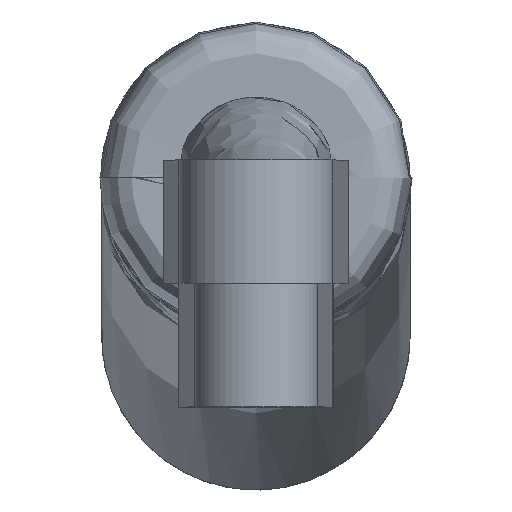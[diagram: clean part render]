
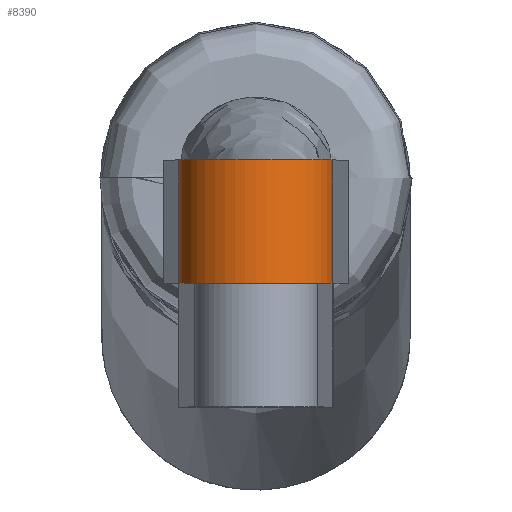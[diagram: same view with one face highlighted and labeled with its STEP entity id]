
A CAD part, top view. The second image highlights one B-rep face of the part: STEP entity #8390.
In plain terms, the highlighted free-form (B-spline) face has degree [1, 2] with [2, 5] control points.
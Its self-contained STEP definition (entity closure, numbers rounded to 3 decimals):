
#6700 = CARTESIAN_POINT ('', (4.987, 1., 85.357));
#6710 = VERTEX_POINT ('', #6700);
#6840 = CARTESIAN_POINT ('', (4.987, -7., 85.357));
#6850 = VERTEX_POINT ('', #6840);
#6910 = CARTESIAN_POINT ('', (4.987, 1., 85.357));
#6920 = CARTESIAN_POINT ('', (4.987, -7., 85.357));
#6930 = B_SPLINE_CURVE_WITH_KNOTS ('', 1, (#6910, #6920), .UNSPECIFIED., .F., .U., (2, 2), (0., 1.), .UNSPECIFIED.);
#6940 = EDGE_CURVE ('', #6710, #6850, #6930, .T.);
#7170 = CARTESIAN_POINT ('', (-4.987, 1., 85.357));
#7180 = VERTEX_POINT ('', #7170);
#7190 = CARTESIAN_POINT ('', (4.987, 1., 85.357));
#7200 = CARTESIAN_POINT ('', (4.655, 1., 90.));
#7210 = CARTESIAN_POINT ('', (0., 1., 90.));
#7220 = CARTESIAN_POINT ('', (-4.655, 1., 90.));
#7230 = CARTESIAN_POINT ('', (-4.987, 1., 85.357));
#7240 = (
   BOUNDED_CURVE ()
   B_SPLINE_CURVE (2, (#7190, #7200, #7210, #7220, #7230), .UNSPECIFIED., .F., .U.)
   B_SPLINE_CURVE_WITH_KNOTS ((3, 2, 3), (6.283, 7.782, 9.282), .UNSPECIFIED.)
   CURVE ()
   GEOMETRIC_REPRESENTATION_ITEM ()
   RATIONAL_B_SPLINE_CURVE ((1., 0.732, 1., 0.732, 1.))
   REPRESENTATION_ITEM ('')
);
#7250 = EDGE_CURVE ('', #6710, #7180, #7240, .T.);
#7530 = CARTESIAN_POINT ('', (-4.987, -7., 85.357));
#7540 = VERTEX_POINT ('', #7530);
#7550 = CARTESIAN_POINT ('', (4.987, -7., 85.357));
#7560 = CARTESIAN_POINT ('', (4.655, -7., 90.));
#7570 = CARTESIAN_POINT ('', (0., -7., 90.));
#7580 = CARTESIAN_POINT ('', (-4.655, -7., 90.));
#7590 = CARTESIAN_POINT ('', (-4.987, -7., 85.357));
#7600 = (
   BOUNDED_CURVE ()
   B_SPLINE_CURVE (2, (#7550, #7560, #7570, #7580, #7590), .UNSPECIFIED., .F., .U.)
   B_SPLINE_CURVE_WITH_KNOTS ((3, 2, 3), (0., 1.499, 2.999), .UNSPECIFIED.)
   CURVE ()
   GEOMETRIC_REPRESENTATION_ITEM ()
   RATIONAL_B_SPLINE_CURVE ((1., 0.732, 1., 0.732, 1.))
   REPRESENTATION_ITEM ('')
);
#7610 = EDGE_CURVE ('', #6850, #7540, #7600, .T.);
#7770 = CARTESIAN_POINT ('', (-4.987, 1., 85.357));
#7780 = CARTESIAN_POINT ('', (-4.987, -7., 85.357));
#7790 = B_SPLINE_CURVE_WITH_KNOTS ('', 1, (#7770, #7780), .UNSPECIFIED., .F., .U., (2, 2), (0., 1.), .UNSPECIFIED.);
#7800 = EDGE_CURVE ('', #7180, #7540, #7790, .T.);
#8220 = ORIENTED_EDGE ('', *, *, #7250, .F.);
#8230 = ORIENTED_EDGE ('', *, *, #6940, .T.);
#8240 = ORIENTED_EDGE ('', *, *, #7610, .T.);
#8250 = ORIENTED_EDGE ('', *, *, #7800, .F.);
#8260 = EDGE_LOOP ('', (#8220, #8230, #8240, #8250));
#8270 = FACE_OUTER_BOUND ('', #8260, .F.);
#8280 = CARTESIAN_POINT ('', (4.987, 1., 85.357));
#8290 = CARTESIAN_POINT ('', (4.655, 1., 90.));
#8300 = CARTESIAN_POINT ('', (0., 1., 90.));
#8310 = CARTESIAN_POINT ('', (-4.655, 1., 90.));
#8320 = CARTESIAN_POINT ('', (-4.987, 1., 85.357));
#8330 = CARTESIAN_POINT ('', (4.987, -7., 85.357));
#8340 = CARTESIAN_POINT ('', (4.655, -7., 90.));
#8350 = CARTESIAN_POINT ('', (0., -7., 90.));
#8360 = CARTESIAN_POINT ('', (-4.655, -7., 90.));
#8370 = CARTESIAN_POINT ('', (-4.987, -7., 85.357));
#8380 = (
   BOUNDED_SURFACE ()
   B_SPLINE_SURFACE (1, 2, ((#8280, #8290, #8300, #8310, #8320), (#8330, #8340, #8350, #8360, #8370)), .UNSPECIFIED., .F., .F., .U.)
   B_SPLINE_SURFACE_WITH_KNOTS ((2, 2), (3, 2, 3), (0., 1.), (1., 1.238, 1.475), .UNSPECIFIED.)
   SURFACE ()
   GEOMETRIC_REPRESENTATION_ITEM ()
   RATIONAL_B_SPLINE_SURFACE (((1., 0.742, 1.029, 0.742, 1.), (1., 0.742, 1.029, 0.742, 1.)))
   REPRESENTATION_ITEM ('')
);
#8390 = ADVANCED_FACE ('', (#8270), #8380, .F.);
